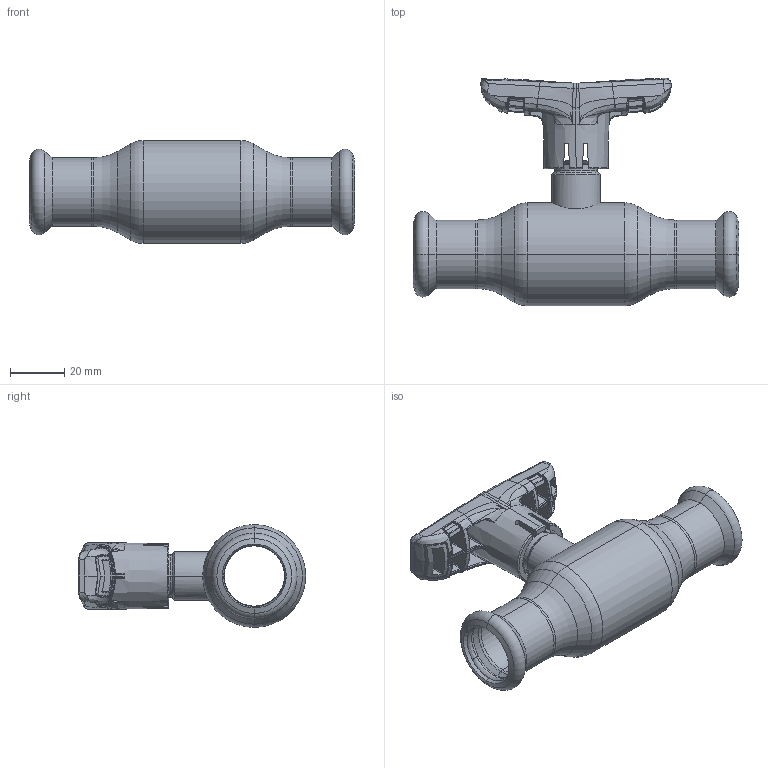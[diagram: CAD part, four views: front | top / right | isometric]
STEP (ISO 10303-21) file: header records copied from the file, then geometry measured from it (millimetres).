
FILE_DESCRIPTION (( 'STEP AP214' ), '1' );
FILE_NAME ('1020000100-1400.step', '2024-01-15T11:12:35', ( '' ), ( '' ), 'SwSTEP 2.0', 'SolidWorks 2021', '' );
FILE_SCHEMA (( 'AUTOMOTIVE_DESIGN' ));
Length unit declared in the file: millimetre
Products named in the file (1): 1020000100-1400
Bounding box: 120.1 x 83.99 x 38 mm (x, y, z)
Surface area: 27245.2 mm2 (no closed solid volume)
Topology: 0 solids, 8 shells, 719 faces, 2143 edges, 1347 vertices
Faces by surface type: bspline 573, plane 45, cylinder 34, cone 31, torus 25, sphere 11
Entity records: 55537 total; most frequent: CARTESIAN_POINT 33490, ORIENTED_EDGE 3724, EDGE_CURVE 2128, DIRECTION 1466, B_SPLINE_CURVE_WITH_KNOTS 1461, VERTEX_POINT 1343, EDGE_LOOP 725, UNCERTAINTY_MEASURE_WITH_UNIT 721
